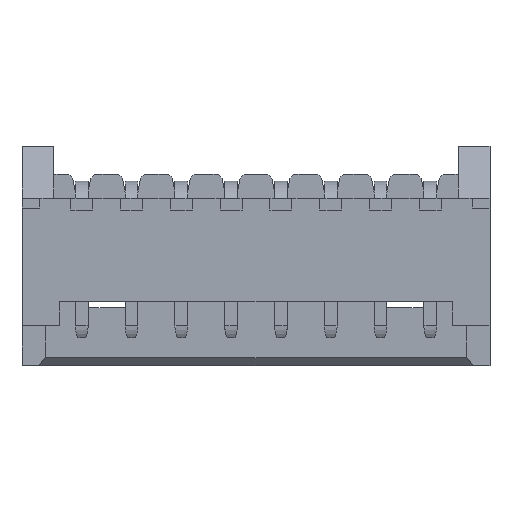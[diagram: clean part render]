
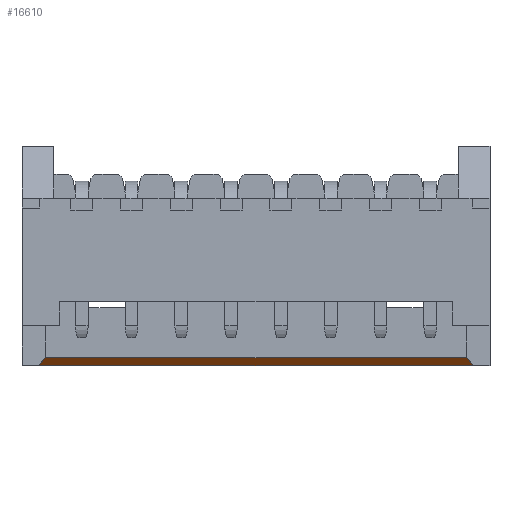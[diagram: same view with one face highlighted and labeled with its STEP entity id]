
A CAD part, top view. The second image highlights one B-rep face of the part: STEP entity #16610.
In plain terms, the highlighted planar face has unit normal (0, -0.707, 0.707).
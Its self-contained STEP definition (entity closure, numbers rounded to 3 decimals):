
#2343 = PLANE('',#2344);
#2344 = AXIS2_PLACEMENT_3D('',#2345,#2346,#2347);
#2345 = CARTESIAN_POINT('',(4.375,-4.45,1.8));
#2346 = DIRECTION('',(0.,-1.,0.));
#2347 = DIRECTION('',(-1.,0.,0.));
#6695 = VERTEX_POINT('',#6696);
#6696 = CARTESIAN_POINT('',(-1.1,-4.45,0.55));
#6710 = PLANE('',#6711);
#6711 = AXIS2_PLACEMENT_3D('',#6712,#6713,#6714);
#6712 = CARTESIAN_POINT('',(-1.1,-4.45,3.15));
#6713 = DIRECTION('',(0.707,-0.707,
    0.));
#6714 = DIRECTION('',(0.,0.,-1.));
#6722 = EDGE_CURVE('',#6695,#6723,#6725,.T.);
#6723 = VERTEX_POINT('',#6724);
#6724 = CARTESIAN_POINT('',(9.85,-4.45,0.55));
#6725 = SURFACE_CURVE('',#6726,(#6730,#6737),.PCURVE_S1.);
#6726 = LINE('',#6727,#6728);
#6727 = CARTESIAN_POINT('',(-1.1,-4.45,0.55));
#6728 = VECTOR('',#6729,1.);
#6729 = DIRECTION('',(1.,0.,0.));
#6730 = PCURVE('',#2343,#6731);
#6731 = DEFINITIONAL_REPRESENTATION('',(#6732),#6736);
#6732 = LINE('',#6733,#6734);
#6733 = CARTESIAN_POINT('',(5.475,1.25));
#6734 = VECTOR('',#6735,1.);
#6735 = DIRECTION('',(-1.,0.));
#6736 = ( GEOMETRIC_REPRESENTATION_CONTEXT(2) 
PARAMETRIC_REPRESENTATION_CONTEXT() REPRESENTATION_CONTEXT('2D SPACE',''
  ) );
#6737 = PCURVE('',#6738,#6743);
#6738 = PLANE('',#6739);
#6739 = AXIS2_PLACEMENT_3D('',#6740,#6741,#6742);
#6740 = CARTESIAN_POINT('',(-0.9,-4.45,0.55));
#6741 = DIRECTION('',(0.,-0.707,0.707));
#6742 = DIRECTION('',(1.,0.,0.));
#6743 = DEFINITIONAL_REPRESENTATION('',(#6744),#6748);
#6744 = LINE('',#6745,#6746);
#6745 = CARTESIAN_POINT('',(-0.2,0.));
#6746 = VECTOR('',#6747,1.);
#6747 = DIRECTION('',(1.,0.));
#6748 = ( GEOMETRIC_REPRESENTATION_CONTEXT(2) 
PARAMETRIC_REPRESENTATION_CONTEXT() REPRESENTATION_CONTEXT('2D SPACE',''
  ) );
#6764 = PLANE('',#6765);
#6765 = AXIS2_PLACEMENT_3D('',#6766,#6767,#6768);
#6766 = CARTESIAN_POINT('',(9.85,-4.45,0.75));
#6767 = DIRECTION('',(-0.707,-0.707,
    0.));
#6768 = DIRECTION('',(0.,0.,1.));
#10844 = PLANE('',#10845);
#10845 = AXIS2_PLACEMENT_3D('',#10846,#10847,#10848);
#10846 = CARTESIAN_POINT('',(-0.9,-4.45,0.75));
#10847 = DIRECTION('',(0.,0.,-1.));
#10848 = DIRECTION('',(1.,0.,0.));
#16567 = VERTEX_POINT('',#16568);
#16568 = CARTESIAN_POINT('',(-0.9,-4.25,0.75));
#16589 = EDGE_CURVE('',#6695,#16567,#16590,.T.);
#16590 = SURFACE_CURVE('',#16591,(#16595,#16602),.PCURVE_S1.);
#16591 = LINE('',#16592,#16593);
#16592 = CARTESIAN_POINT('',(-1.1,-4.45,0.55));
#16593 = VECTOR('',#16594,1.);
#16594 = DIRECTION('',(0.577,0.577,0.577));
#16595 = PCURVE('',#6710,#16596);
#16596 = DEFINITIONAL_REPRESENTATION('',(#16597),#16601);
#16597 = LINE('',#16598,#16599);
#16598 = CARTESIAN_POINT('',(2.6,0.));
#16599 = VECTOR('',#16600,1.);
#16600 = DIRECTION('',(-0.577,0.816));
#16601 = ( GEOMETRIC_REPRESENTATION_CONTEXT(2) 
PARAMETRIC_REPRESENTATION_CONTEXT() REPRESENTATION_CONTEXT('2D SPACE',''
  ) );
#16602 = PCURVE('',#6738,#16603);
#16603 = DEFINITIONAL_REPRESENTATION('',(#16604),#16608);
#16604 = LINE('',#16605,#16606);
#16605 = CARTESIAN_POINT('',(-0.2,0.));
#16606 = VECTOR('',#16607,1.);
#16607 = DIRECTION('',(0.577,0.816));
#16608 = ( GEOMETRIC_REPRESENTATION_CONTEXT(2) 
PARAMETRIC_REPRESENTATION_CONTEXT() REPRESENTATION_CONTEXT('2D SPACE',''
  ) );
#16610 = ADVANCED_FACE('',(#16611),#6738,.T.);
#16611 = FACE_BOUND('',#16612,.F.);
#16612 = EDGE_LOOP('',(#16613,#16614,#16615,#16638));
#16613 = ORIENTED_EDGE('',*,*,#6722,.F.);
#16614 = ORIENTED_EDGE('',*,*,#16589,.T.);
#16615 = ORIENTED_EDGE('',*,*,#16616,.T.);
#16616 = EDGE_CURVE('',#16567,#16617,#16619,.T.);
#16617 = VERTEX_POINT('',#16618);
#16618 = CARTESIAN_POINT('',(9.65,-4.25,0.75));
#16619 = SURFACE_CURVE('',#16620,(#16624,#16631),.PCURVE_S1.);
#16620 = LINE('',#16621,#16622);
#16621 = CARTESIAN_POINT('',(-0.9,-4.25,0.75));
#16622 = VECTOR('',#16623,1.);
#16623 = DIRECTION('',(1.,0.,0.));
#16624 = PCURVE('',#6738,#16625);
#16625 = DEFINITIONAL_REPRESENTATION('',(#16626),#16630);
#16626 = LINE('',#16627,#16628);
#16627 = CARTESIAN_POINT('',(0.,0.283));
#16628 = VECTOR('',#16629,1.);
#16629 = DIRECTION('',(1.,0.));
#16630 = ( GEOMETRIC_REPRESENTATION_CONTEXT(2) 
PARAMETRIC_REPRESENTATION_CONTEXT() REPRESENTATION_CONTEXT('2D SPACE',''
  ) );
#16631 = PCURVE('',#10844,#16632);
#16632 = DEFINITIONAL_REPRESENTATION('',(#16633),#16637);
#16633 = LINE('',#16634,#16635);
#16634 = CARTESIAN_POINT('',(0.,-0.2));
#16635 = VECTOR('',#16636,1.);
#16636 = DIRECTION('',(1.,0.));
#16637 = ( GEOMETRIC_REPRESENTATION_CONTEXT(2) 
PARAMETRIC_REPRESENTATION_CONTEXT() REPRESENTATION_CONTEXT('2D SPACE',''
  ) );
#16638 = ORIENTED_EDGE('',*,*,#16639,.F.);
#16639 = EDGE_CURVE('',#6723,#16617,#16640,.T.);
#16640 = SURFACE_CURVE('',#16641,(#16645,#16652),.PCURVE_S1.);
#16641 = LINE('',#16642,#16643);
#16642 = CARTESIAN_POINT('',(9.85,-4.45,0.55));
#16643 = VECTOR('',#16644,1.);
#16644 = DIRECTION('',(-0.577,0.577,0.577));
#16645 = PCURVE('',#6738,#16646);
#16646 = DEFINITIONAL_REPRESENTATION('',(#16647),#16651);
#16647 = LINE('',#16648,#16649);
#16648 = CARTESIAN_POINT('',(10.75,0.));
#16649 = VECTOR('',#16650,1.);
#16650 = DIRECTION('',(-0.577,0.816));
#16651 = ( GEOMETRIC_REPRESENTATION_CONTEXT(2) 
PARAMETRIC_REPRESENTATION_CONTEXT() REPRESENTATION_CONTEXT('2D SPACE',''
  ) );
#16652 = PCURVE('',#6764,#16653);
#16653 = DEFINITIONAL_REPRESENTATION('',(#16654),#16658);
#16654 = LINE('',#16655,#16656);
#16655 = CARTESIAN_POINT('',(-0.2,0.));
#16656 = VECTOR('',#16657,1.);
#16657 = DIRECTION('',(0.577,0.816));
#16658 = ( GEOMETRIC_REPRESENTATION_CONTEXT(2) 
PARAMETRIC_REPRESENTATION_CONTEXT() REPRESENTATION_CONTEXT('2D SPACE',''
  ) );
